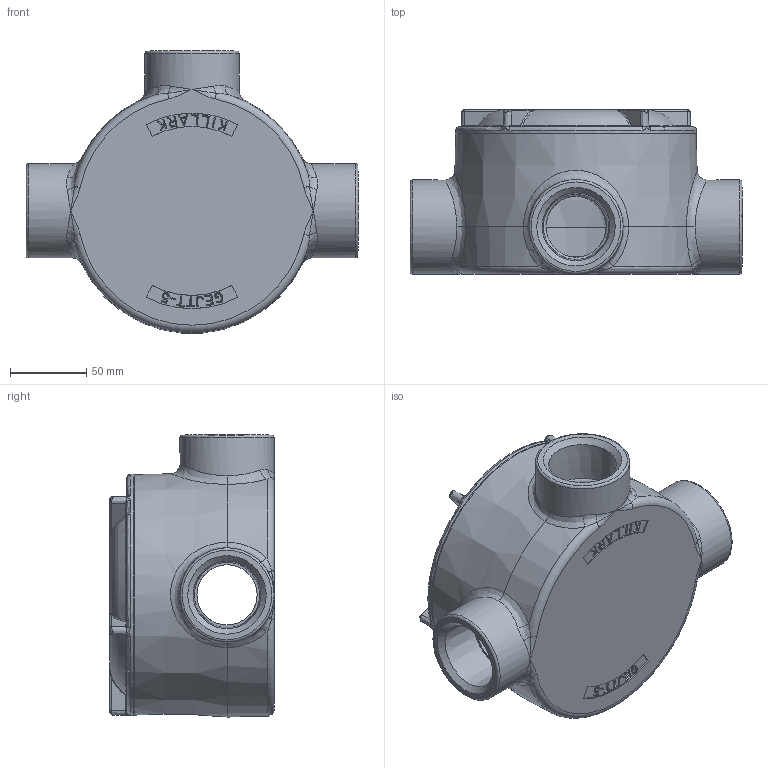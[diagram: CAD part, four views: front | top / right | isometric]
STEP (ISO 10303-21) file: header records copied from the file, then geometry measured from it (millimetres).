
FILE_DESCRIPTION(/* description */ (''),/* implementation_level */ '2;1');
FILE_NAME(/* name */ 'KIL_GEJTT-5.stp',/* time_stamp */ '2021-05-10T20:53:08+05:00',/* author */ ('lsugumaran'),/* organization */ (''),/* preprocessor_version */ 'ST-DEVELOPER v18',/* originating_system */ 'Autodesk Inventor 2020',/* authorisation */ '');
FILE_SCHEMA (('AUTOMOTIVE_DESIGN { 1 0 10303 214 3 1 1 }'));
Length unit declared in the file: inch
Products named in the file (4): GEJET-5; 0071700M; 17805ABAM; 15722VANB
Assembly tree (3 placements, depth 2):
  GEJET-5
    0071700M
    17805ABAM
    15722VANB
Bounding box: 218.28 x 107.95 x 185.49 mm (x, y, z)
Volume: 829861 mm3; surface area: 224511.6 mm2
Topology: 3 solids, 3 shells, 5329 faces, 14602 edges, 9669 vertices
Faces by surface type: plane 2885, bspline 2244, cylinder 114, cone 46, torus 38, sphere 2
Full cylindrical faces by diameter (mm): 3.302 x1, 4.978 x1, 5.714 x1, 7.012 x1, 9.38 x1, 9.458 x1, 39.573 x2, 61.912 x3, 134.234 x1, 136.474 x1, 137.998 x1, 144.45 x1
Entity records: 219560 total; most frequent: CARTESIAN_POINT 96455, ORIENTED_EDGE 29134, DIRECTION 16337, EDGE_CURVE 14567, VERTEX_POINT 9671, LINE 9175, VECTOR 9175, EDGE_LOOP 5766
